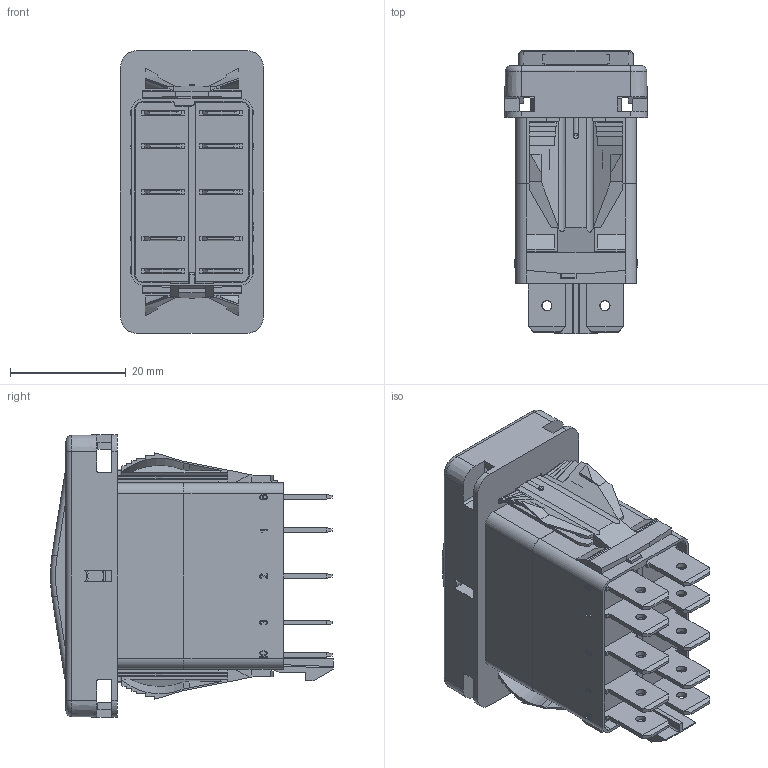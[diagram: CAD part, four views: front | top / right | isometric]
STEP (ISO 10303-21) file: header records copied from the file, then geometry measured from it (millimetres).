
FILE_DESCRIPTION((''),'2;1');
FILE_NAME('VJD2U664-6RR00-000_SW0001','2011-09-22T',('leads.cao'),(''),'PRO/ENGINEER BY PARAMETRIC TECHNOLOGY CORPORATION, 2010280','PRO/ENGINEER BY PARAMETRIC TECHNOLOGY CORPORATION, 2010280','');
FILE_SCHEMA(('CONFIG_CONTROL_DESIGN'));
Products named in the file (1): VJD2U664-6RR00-000_SW0001
Bounding box: 24.69 x 48.84 x 48.82 mm (x, y, z)
Volume: 14835.2 mm3; surface area: 20092.2 mm2
Topology: 1 solids, 1 shells, 2377 faces, 6352 edges, 4001 vertices
Faces by surface type: plane 1873, cylinder 246, cone 218, torus 18, bspline 14, extrusion 8
Entity records: 75394 total; most frequent: CARTESIAN_POINT 17781, ORIENTED_EDGE 12696, DIRECTION 10744, EDGE_CURVE 6348, VECTOR 4720, LINE 4712, VERTEX_POINT 4001, AXIS2_PLACEMENT_3D 3012
